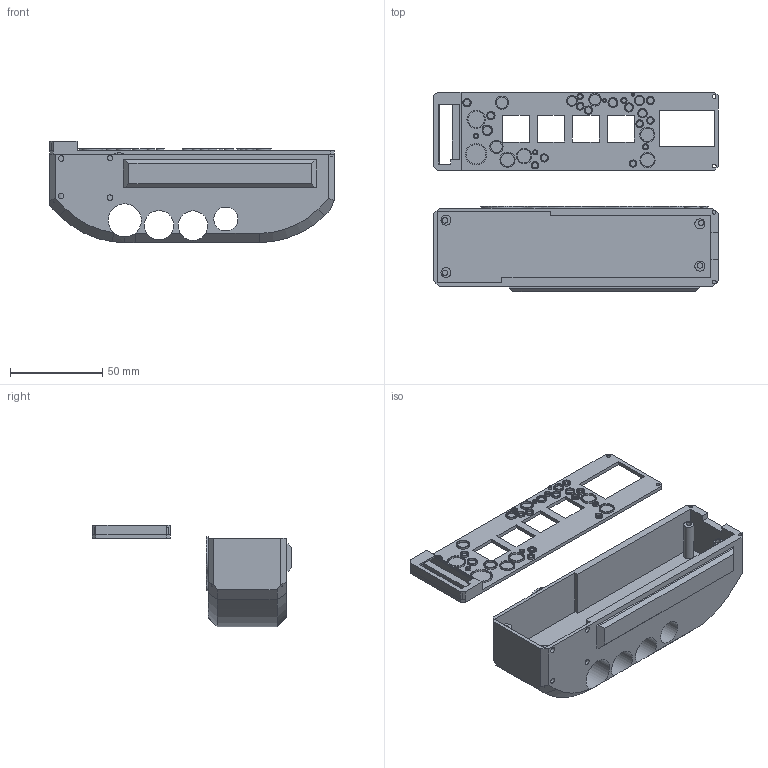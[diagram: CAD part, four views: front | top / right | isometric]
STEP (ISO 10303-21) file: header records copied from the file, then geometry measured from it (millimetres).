
FILE_DESCRIPTION(/* description */ (''),/* implementation_level */ '2;1');
FILE_NAME(/* name */ 'Handpad Case and cover.step',/* time_stamp */ '2025-11-21T15:45:48+05:30',/* author */ (''),/* organization */ (''),/* preprocessor_version */ 'ST-DEVELOPER v20.1',/* originating_system */ 'Autodesk Translation Framework v14.21.0.0',/* authorisation */ '');
FILE_SCHEMA (('AUTOMOTIVE_DESIGN { 1 0 10303 214 3 1 1 }'));
Length unit declared in the file: millimetre
Products named in the file (1): 2025-11-21-15-38-41-863
Bounding box: 154.66 x 108.5 x 55 mm (x, y, z)
Volume: 137261.1 mm3; surface area: 61725.1 mm2
Topology: 2 solids, 2 shells, 294 faces, 640 edges, 418 vertices
Faces by surface type: plane 173, cylinder 86, bspline 31, cone 4
Full cylindrical faces by diameter (mm): 0.927 x1, 1.222 x1, 1.828 x2, 1.927 x1, 2 x4, 2.222 x1, 2.29 x1, 2.402 x1, 2.449 x1, 2.828 x2, 2.924 x1, 3 x9, 3.122 x1, 3.18 x1, 3.224 x1, 3.29 x1, 3.402 x1, 3.449 x1, 3.472 x4, 3.488 x1, 3.924 x1, 4 x1, 4.051 x1, 4.122 x1, 4.162 x1, 4.18 x1, 4.224 x1, 4.353 x1, 4.472 x4, 4.486 x1
Entity records: 10470 total; most frequent: CARTESIAN_POINT 3917, ORIENTED_EDGE 1284, DIRECTION 1281, EDGE_CURVE 642, AXIS2_PLACEMENT_3D 450, VERTEX_POINT 418, EDGE_LOOP 401, LINE 381
